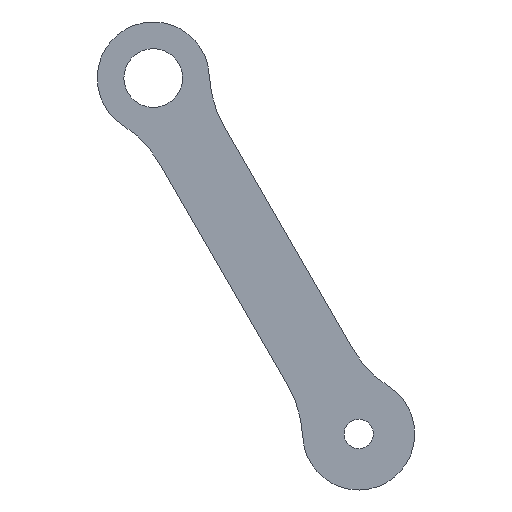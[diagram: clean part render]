
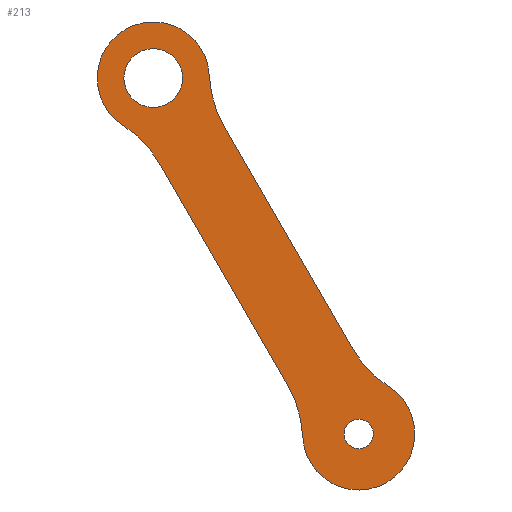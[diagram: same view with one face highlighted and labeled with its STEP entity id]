
A CAD part, left-side view. The second image highlights one B-rep face of the part: STEP entity #213.
In plain terms, the highlighted planar face has unit normal (-1, 0, 0).
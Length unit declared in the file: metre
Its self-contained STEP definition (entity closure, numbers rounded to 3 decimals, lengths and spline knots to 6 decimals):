
#36=CIRCLE('',#247,0.012123);
#37=CIRCLE('',#248,0.024245);
#38=CIRCLE('',#249,0.024245);
#39=CIRCLE('',#250,0.012123);
#40=CIRCLE('',#251,0.024245);
#41=CIRCLE('',#252,0.024245);
#42=CIRCLE('',#253,0.003175);
#43=CIRCLE('',#254,0.00635);
#54=ORIENTED_EDGE('',*,*,#110,.F.);
#55=ORIENTED_EDGE('',*,*,#111,.T.);
#56=ORIENTED_EDGE('',*,*,#112,.T.);
#57=ORIENTED_EDGE('',*,*,#113,.T.);
#58=ORIENTED_EDGE('',*,*,#114,.F.);
#59=ORIENTED_EDGE('',*,*,#115,.T.);
#60=ORIENTED_EDGE('',*,*,#116,.F.);
#61=ORIENTED_EDGE('',*,*,#117,.T.);
#62=ORIENTED_EDGE('',*,*,#118,.F.);
#63=ORIENTED_EDGE('',*,*,#119,.F.);
#110=EDGE_CURVE('',#138,#139,#36,.T.);
#111=EDGE_CURVE('',#138,#140,#37,.T.);
#112=EDGE_CURVE('',#140,#141,#150,.T.);
#113=EDGE_CURVE('',#141,#142,#38,.T.);
#114=EDGE_CURVE('',#143,#142,#39,.T.);
#115=EDGE_CURVE('',#143,#144,#40,.T.);
#116=EDGE_CURVE('',#145,#144,#151,.T.);
#117=EDGE_CURVE('',#145,#139,#41,.T.);
#118=EDGE_CURVE('',#146,#146,#42,.F.);
#119=EDGE_CURVE('',#147,#147,#43,.F.);
#138=VERTEX_POINT('',#359);
#139=VERTEX_POINT('',#360);
#140=VERTEX_POINT('',#362);
#141=VERTEX_POINT('',#364);
#142=VERTEX_POINT('',#366);
#143=VERTEX_POINT('',#368);
#144=VERTEX_POINT('',#370);
#145=VERTEX_POINT('',#372);
#146=VERTEX_POINT('',#375);
#147=VERTEX_POINT('',#377);
#150=LINE('',#363,#162);
#151=LINE('',#371,#163);
#162=VECTOR('',#293,1.);
#163=VECTOR('',#300,1.);
#175=EDGE_LOOP('',(#54,#55,#56,#57,#58,#59,#60,#61));
#176=EDGE_LOOP('',(#62));
#177=EDGE_LOOP('',(#63));
#193=FACE_BOUND('',#175,.T.);
#194=FACE_BOUND('',#176,.T.);
#195=FACE_BOUND('',#177,.T.);
#209=PLANE('',#246);
#213=ADVANCED_FACE('',(#193,#194,#195),#209,.F.);
#246=AXIS2_PLACEMENT_3D('',#357,#287,#288);
#247=AXIS2_PLACEMENT_3D('',#358,#289,#290);
#248=AXIS2_PLACEMENT_3D('',#361,#291,#292);
#249=AXIS2_PLACEMENT_3D('',#365,#294,#295);
#250=AXIS2_PLACEMENT_3D('',#367,#296,#297);
#251=AXIS2_PLACEMENT_3D('',#369,#298,#299);
#252=AXIS2_PLACEMENT_3D('',#373,#301,#302);
#253=AXIS2_PLACEMENT_3D('',#374,#303,#304);
#254=AXIS2_PLACEMENT_3D('',#376,#305,#306);
#287=DIRECTION('',(1.,0.,0.));
#288=DIRECTION('',(0.,1.,0.));
#289=DIRECTION('',(1.,0.,0.));
#290=DIRECTION('',(0.,0.,-1.));
#291=DIRECTION('',(1.,0.,0.));
#292=DIRECTION('',(0.,0.,-1.));
#293=DIRECTION('',(0.,0.5,0.866));
#294=DIRECTION('',(1.,0.,0.));
#295=DIRECTION('',(0.,0.,-1.));
#296=DIRECTION('',(1.,0.,0.));
#297=DIRECTION('',(0.,0.,-1.));
#298=DIRECTION('',(1.,0.,0.));
#299=DIRECTION('',(0.,0.,-1.));
#300=DIRECTION('',(0.,0.5,0.866));
#301=DIRECTION('',(1.,0.,0.));
#302=DIRECTION('',(0.,0.,-1.));
#303=DIRECTION('',(1.,0.,0.));
#304=DIRECTION('',(0.,0.,-1.));
#305=DIRECTION('',(1.,0.,0.));
#306=DIRECTION('',(0.,0.,-1.));
#357=CARTESIAN_POINT('',(-0.351992,-0.413336,0.065683));
#358=CARTESIAN_POINT('',(-0.351992,-0.435561,-0.002657));
#359=CARTESIAN_POINT('',(-0.351992,-0.442116,0.007541));
#360=CARTESIAN_POINT('',(-0.351992,-0.423452,-0.003235));
#361=CARTESIAN_POINT('',(-0.351992,-0.455227,0.027936));
#362=CARTESIAN_POINT('',(-0.351992,-0.43423,0.015813));
#363=CARTESIAN_POINT('',(-0.351992,-0.420335,0.039879));
#364=CARTESIAN_POINT('',(-0.351992,-0.406441,0.063945));
#365=CARTESIAN_POINT('',(-0.351992,-0.427438,0.076068));
#366=CARTESIAN_POINT('',(-0.351992,-0.40322,0.074911));
#367=CARTESIAN_POINT('',(-0.351992,-0.391111,0.074333));
#368=CARTESIAN_POINT('',(-0.351992,-0.384556,0.064135));
#369=CARTESIAN_POINT('',(-0.351992,-0.371445,0.04374));
#370=CARTESIAN_POINT('',(-0.351992,-0.392443,0.055863));
#371=CARTESIAN_POINT('',(-0.351992,-0.406337,0.031797));
#372=CARTESIAN_POINT('',(-0.351992,-0.420232,0.007731));
#373=CARTESIAN_POINT('',(-0.351992,-0.399234,-0.004391));
#374=CARTESIAN_POINT('',(-0.351992,-0.435561,-0.002657));
#375=CARTESIAN_POINT('',(-0.351992,-0.435561,-0.005832));
#376=CARTESIAN_POINT('',(-0.351992,-0.391111,0.074333));
#377=CARTESIAN_POINT('',(-0.351992,-0.391111,0.067983));
